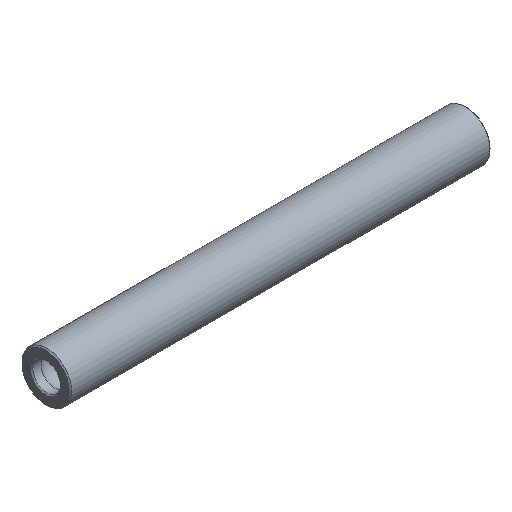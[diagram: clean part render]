
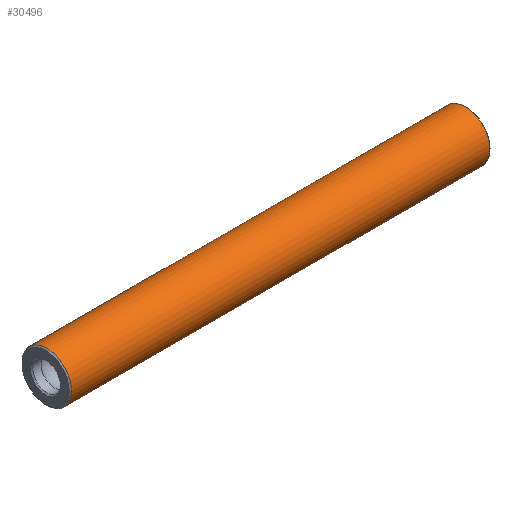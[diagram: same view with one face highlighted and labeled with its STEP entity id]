
A CAD part, isometric view. The second image highlights one B-rep face of the part: STEP entity #30496.
In plain terms, the highlighted cylindrical face has radius 6.25 mm (diameter 12.5 mm), a full revolution.
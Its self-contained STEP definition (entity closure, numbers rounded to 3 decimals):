
#126 = CONICAL_SURFACE('',#127,5.95,0.785);
#127 = AXIS2_PLACEMENT_3D('',#128,#129,#130);
#128 = CARTESIAN_POINT('',(-106.25,0.,0.));
#129 = DIRECTION('',(1.,0.,0.));
#130 = DIRECTION('',(0.,0.,1.));
#11357 = VERTEX_POINT('',#11358);
#11358 = CARTESIAN_POINT('',(-105.95,0.,6.25));
#11379 = EDGE_CURVE('',#11357,#11357,#11380,.T.);
#11380 = SURFACE_CURVE('',#11381,(#11386,#11393),.PCURVE_S1.);
#11381 = CIRCLE('',#11382,6.25);
#11382 = AXIS2_PLACEMENT_3D('',#11383,#11384,#11385);
#11383 = CARTESIAN_POINT('',(-105.95,0.,0.));
#11384 = DIRECTION('',(1.,0.,0.));
#11385 = DIRECTION('',(0.,0.,1.));
#11386 = PCURVE('',#126,#11387);
#11387 = DEFINITIONAL_REPRESENTATION('',(#11388),#11392);
#11388 = LINE('',#11389,#11390);
#11389 = CARTESIAN_POINT('',(0.,0.3));
#11390 = VECTOR('',#11391,1.);
#11391 = DIRECTION('',(1.,0.));
#11392 = ( GEOMETRIC_REPRESENTATION_CONTEXT(2) 
PARAMETRIC_REPRESENTATION_CONTEXT() REPRESENTATION_CONTEXT('2D SPACE',''
  ) );
#11393 = PCURVE('',#11394,#11399);
#11394 = CYLINDRICAL_SURFACE('',#11395,6.25);
#11395 = AXIS2_PLACEMENT_3D('',#11396,#11397,#11398);
#11396 = CARTESIAN_POINT('',(-105.95,0.,0.));
#11397 = DIRECTION('',(1.,0.,0.));
#11398 = DIRECTION('',(0.,0.,1.));
#11399 = DEFINITIONAL_REPRESENTATION('',(#11400),#11404);
#11400 = LINE('',#11401,#11402);
#11401 = CARTESIAN_POINT('',(0.,0.));
#11402 = VECTOR('',#11403,1.);
#11403 = DIRECTION('',(1.,0.));
#11404 = ( GEOMETRIC_REPRESENTATION_CONTEXT(2) 
PARAMETRIC_REPRESENTATION_CONTEXT() REPRESENTATION_CONTEXT('2D SPACE',''
  ) );
#30496 = ADVANCED_FACE('',(#30497),#11394,.T.);
#30497 = FACE_BOUND('',#30498,.T.);
#30498 = EDGE_LOOP('',(#30499,#30500,#30523,#30550));
#30499 = ORIENTED_EDGE('',*,*,#11379,.T.);
#30500 = ORIENTED_EDGE('',*,*,#30501,.T.);
#30501 = EDGE_CURVE('',#11357,#30502,#30504,.T.);
#30502 = VERTEX_POINT('',#30503);
#30503 = CARTESIAN_POINT('',(-0.3,0.,6.25));
#30504 = SEAM_CURVE('',#30505,(#30509,#30516),.PCURVE_S1.);
#30505 = LINE('',#30506,#30507);
#30506 = CARTESIAN_POINT('',(-105.95,0.,6.25));
#30507 = VECTOR('',#30508,1.);
#30508 = DIRECTION('',(1.,0.,0.));
#30509 = PCURVE('',#11394,#30510);
#30510 = DEFINITIONAL_REPRESENTATION('',(#30511),#30515);
#30511 = LINE('',#30512,#30513);
#30512 = CARTESIAN_POINT('',(0.,0.));
#30513 = VECTOR('',#30514,1.);
#30514 = DIRECTION('',(0.,1.));
#30515 = ( GEOMETRIC_REPRESENTATION_CONTEXT(2) 
PARAMETRIC_REPRESENTATION_CONTEXT() REPRESENTATION_CONTEXT('2D SPACE',''
  ) );
#30516 = PCURVE('',#11394,#30517);
#30517 = DEFINITIONAL_REPRESENTATION('',(#30518),#30522);
#30518 = LINE('',#30519,#30520);
#30519 = CARTESIAN_POINT('',(6.283,0.));
#30520 = VECTOR('',#30521,1.);
#30521 = DIRECTION('',(0.,1.));
#30522 = ( GEOMETRIC_REPRESENTATION_CONTEXT(2) 
PARAMETRIC_REPRESENTATION_CONTEXT() REPRESENTATION_CONTEXT('2D SPACE',''
  ) );
#30523 = ORIENTED_EDGE('',*,*,#30524,.F.);
#30524 = EDGE_CURVE('',#30502,#30502,#30525,.T.);
#30525 = SURFACE_CURVE('',#30526,(#30531,#30538),.PCURVE_S1.);
#30526 = CIRCLE('',#30527,6.25);
#30527 = AXIS2_PLACEMENT_3D('',#30528,#30529,#30530);
#30528 = CARTESIAN_POINT('',(-0.3,0.,0.));
#30529 = DIRECTION('',(1.,0.,0.));
#30530 = DIRECTION('',(0.,0.,1.));
#30531 = PCURVE('',#11394,#30532);
#30532 = DEFINITIONAL_REPRESENTATION('',(#30533),#30537);
#30533 = LINE('',#30534,#30535);
#30534 = CARTESIAN_POINT('',(0.,105.65));
#30535 = VECTOR('',#30536,1.);
#30536 = DIRECTION('',(1.,0.));
#30537 = ( GEOMETRIC_REPRESENTATION_CONTEXT(2) 
PARAMETRIC_REPRESENTATION_CONTEXT() REPRESENTATION_CONTEXT('2D SPACE',''
  ) );
#30538 = PCURVE('',#30539,#30544);
#30539 = CONICAL_SURFACE('',#30540,6.25,0.785);
#30540 = AXIS2_PLACEMENT_3D('',#30541,#30542,#30543);
#30541 = CARTESIAN_POINT('',(-0.3,0.,0.));
#30542 = DIRECTION('',(-1.,-0.,-0.));
#30543 = DIRECTION('',(0.,0.,1.));
#30544 = DEFINITIONAL_REPRESENTATION('',(#30545),#30549);
#30545 = LINE('',#30546,#30547);
#30546 = CARTESIAN_POINT('',(-0.,-0.));
#30547 = VECTOR('',#30548,1.);
#30548 = DIRECTION('',(-1.,-0.));
#30549 = ( GEOMETRIC_REPRESENTATION_CONTEXT(2) 
PARAMETRIC_REPRESENTATION_CONTEXT() REPRESENTATION_CONTEXT('2D SPACE',''
  ) );
#30550 = ORIENTED_EDGE('',*,*,#30501,.F.);
